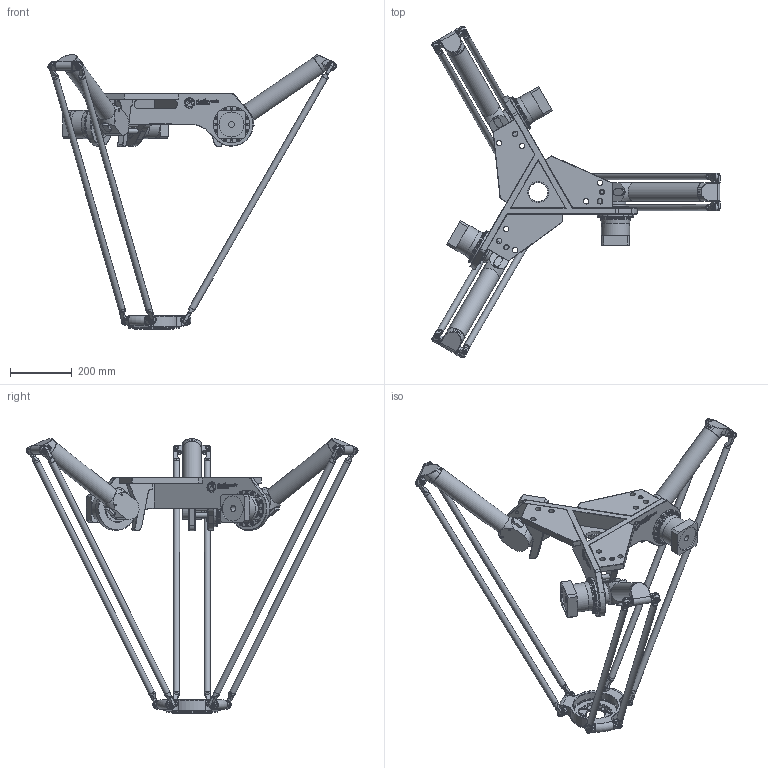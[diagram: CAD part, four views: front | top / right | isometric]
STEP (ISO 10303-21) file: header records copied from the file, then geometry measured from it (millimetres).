
FILE_DESCRIPTION(/* description */ (''),/* implementation_level */ '2;1');
FILE_NAME(/* name */ '3D-model_A_00050-02.stp',/* time_stamp */ '2022-03-02T08:57:55+01:00',/* author */ ('michael.schutter'),/* organization */ ('Majatronic'),/* preprocessor_version */ 'ST-DEVELOPER v16.5',/* originating_system */ 'Autodesk Inventor 2017',/* authorisation */ '');
FILE_SCHEMA (('AUTOMOTIVE_DESIGN { 1 0 10303 214 3 1 1 }'));
Length unit declared in the file: millimetre
Products named in the file (8): A_00050-02_DUMMY; MT_BGR00018329MT_BGR; MT_WST00056654MT_WST; MT_WST00046397MT_WST; MT_WST00056653MT_WST; MT_WST00031698MT_WST; MT_WST00111325; MT_WST00031699MT_WST
Assembly tree (21 placements, depth 3):
  A_00050-02_DUMMY
    MT_BGR00018329MT_BGR
      MT_WST00056654MT_WST
      MT_WST00046397MT_WST  x3
    MT_WST00056653MT_WST
    MT_WST00031698MT_WST  x3
    MT_WST00031699MT_WST  x6
    MT_WST00111325  x6
Bounding box: 932.16 x 1073.2 x 887.77 mm (x, y, z)
Volume: 13155144.6 mm3; surface area: 1595780.6 mm2
Topology: 20 solids, 20 shells, 2803 faces, 6502 edges, 4087 vertices
Faces by surface type: plane 1567, cylinder 806, cone 265, bspline 93, torus 72
Full cylindrical faces by diameter (mm): 4.917 x9, 6 x37, 6.647 x6, 8 x38, 8.5 x96, 9 x3, 10 x9, 12 x22, 16 x24, 17.5 x9, 18 x24, 19 x3, 20 x18, 31.5 x3, 60 x3, 61 x1, 63 x7, 67 x3, 68 x1, 68.87 x3, 81 x3, 90 x3, 91 x3, 91.5 x3, 95 x6, 118 x3, 125 x1, 140 x1, 146 x2, 165 x1
Entity records: 52992 total; most frequent: CARTESIAN_POINT 15525, DIRECTION 7724, ORIENTED_EDGE 7074, EDGE_CURVE 3537, AXIS2_PLACEMENT_3D 2762, VERTEX_POINT 2385, LINE 2200, VECTOR 2200
